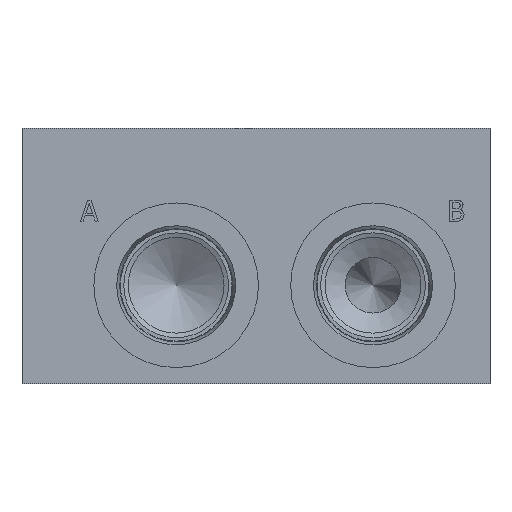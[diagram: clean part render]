
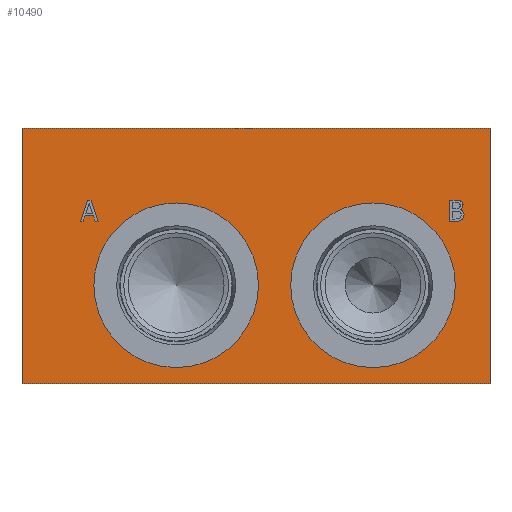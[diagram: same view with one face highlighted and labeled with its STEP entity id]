
A CAD part, left-side view. The second image highlights one B-rep face of the part: STEP entity #10490.
In plain terms, the highlighted planar face has unit normal (-1, 0, 0).
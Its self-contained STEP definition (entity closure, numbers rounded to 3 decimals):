
#120=CIRCLE('',#10919,24.562);
#121=CIRCLE('',#10920,24.562);
#122=CIRCLE('',#10921,24.562);
#123=CIRCLE('',#10922,24.562);
#357=FACE_BOUND('',#1701,.T.);
#358=FACE_BOUND('',#1702,.T.);
#359=FACE_BOUND('',#1703,.T.);
#360=FACE_BOUND('',#1704,.T.);
#667=PLANE('',#10918);
#1115=FACE_OUTER_BOUND('',#1700,.T.);
#1700=EDGE_LOOP('',(#8816,#8817,#8818,#8819));
#1701=EDGE_LOOP('',(#8820,#8821,#8822,#8823,#8824,#8825,#8826,#8827,#8828,
#8829));
#1702=EDGE_LOOP('',(#8830,#8831));
#1703=EDGE_LOOP('',(#8832,#8833));
#1704=EDGE_LOOP('',(#8834,#8835,#8836,#8837,#8838,#8839,#8840,#8841));
#2243=LINE('',#16215,#3225);
#2712=LINE('',#17470,#3694);
#2718=LINE('',#17533,#3700);
#2721=LINE('',#17539,#3703);
#2724=LINE('',#17545,#3706);
#2728=LINE('',#17587,#3710);
#2729=LINE('',#17589,#3711);
#2730=LINE('',#17590,#3712);
#2731=LINE('',#17601,#3713);
#2732=LINE('',#17603,#3714);
#2733=LINE('',#17605,#3715);
#2734=LINE('',#17607,#3716);
#2735=LINE('',#17609,#3717);
#2736=LINE('',#17611,#3718);
#2737=LINE('',#17613,#3719);
#2738=LINE('',#17614,#3720);
#3225=VECTOR('',#11814,10.);
#3694=VECTOR('',#12629,10.);
#3700=VECTOR('',#12637,10.);
#3703=VECTOR('',#12642,10.);
#3706=VECTOR('',#12647,10.);
#3710=VECTOR('',#12655,10.);
#3711=VECTOR('',#12656,10.);
#3712=VECTOR('',#12657,10.);
#3713=VECTOR('',#12666,10.);
#3714=VECTOR('',#12667,10.);
#3715=VECTOR('',#12668,10.);
#3716=VECTOR('',#12669,10.);
#3717=VECTOR('',#12670,10.);
#3718=VECTOR('',#12671,10.);
#3719=VECTOR('',#12672,10.);
#3720=VECTOR('',#12673,10.);
#4114=B_SPLINE_CURVE_WITH_KNOTS('',2,(#17456,#17457,#17458,#17459),
 .UNSPECIFIED.,.F.,.F.,(3,1,3),(0.,1.,2.),.UNSPECIFIED.);
#4116=B_SPLINE_CURVE_WITH_KNOTS('',2,(#17483,#17484,#17485,#17486),
 .UNSPECIFIED.,.F.,.F.,(3,1,3),(0.,1.,2.),.UNSPECIFIED.);
#4118=B_SPLINE_CURVE_WITH_KNOTS('',2,(#17502,#17503,#17504,#17505),
 .UNSPECIFIED.,.F.,.F.,(3,1,3),(0.,1.,2.),.UNSPECIFIED.);
#4120=B_SPLINE_CURVE_WITH_KNOTS('',2,(#17521,#17522,#17523,#17524),
 .UNSPECIFIED.,.F.,.F.,(3,1,3),(0.,1.,2.),.UNSPECIFIED.);
#4122=B_SPLINE_CURVE_WITH_KNOTS('',2,(#17558,#17559,#17560,#17561),
 .UNSPECIFIED.,.F.,.F.,(3,1,3),(0.,1.,2.),.UNSPECIFIED.);
#4124=B_SPLINE_CURVE_WITH_KNOTS('',2,(#17576,#17577,#17578,#17579),
 .UNSPECIFIED.,.F.,.F.,(3,1,3),(0.,1.,2.),.UNSPECIFIED.);
#4528=VERTEX_POINT('',#16211);
#4529=VERTEX_POINT('',#16213);
#4866=VERTEX_POINT('',#17454);
#4867=VERTEX_POINT('',#17455);
#4870=VERTEX_POINT('',#17469);
#4872=VERTEX_POINT('',#17482);
#4874=VERTEX_POINT('',#17501);
#4876=VERTEX_POINT('',#17520);
#4878=VERTEX_POINT('',#17532);
#4880=VERTEX_POINT('',#17538);
#4882=VERTEX_POINT('',#17544);
#4884=VERTEX_POINT('',#17557);
#4886=VERTEX_POINT('',#17586);
#4887=VERTEX_POINT('',#17588);
#4888=VERTEX_POINT('',#17591);
#4889=VERTEX_POINT('',#17592);
#4890=VERTEX_POINT('',#17595);
#4891=VERTEX_POINT('',#17596);
#4892=VERTEX_POINT('',#17599);
#4893=VERTEX_POINT('',#17600);
#4894=VERTEX_POINT('',#17602);
#4895=VERTEX_POINT('',#17604);
#4896=VERTEX_POINT('',#17606);
#4897=VERTEX_POINT('',#17608);
#4898=VERTEX_POINT('',#17610);
#4899=VERTEX_POINT('',#17612);
#5729=EDGE_CURVE('',#4528,#4529,#2243,.T.);
#6232=EDGE_CURVE('',#4866,#4867,#4114,.T.);
#6236=EDGE_CURVE('',#4870,#4866,#2712,.T.);
#6239=EDGE_CURVE('',#4872,#4870,#4116,.T.);
#6242=EDGE_CURVE('',#4874,#4872,#4118,.T.);
#6245=EDGE_CURVE('',#4876,#4874,#4120,.T.);
#6248=EDGE_CURVE('',#4878,#4876,#2718,.T.);
#6251=EDGE_CURVE('',#4880,#4878,#2721,.T.);
#6254=EDGE_CURVE('',#4882,#4880,#2724,.T.);
#6257=EDGE_CURVE('',#4884,#4882,#4122,.T.);
#6260=EDGE_CURVE('',#4867,#4884,#4124,.T.);
#6262=EDGE_CURVE('',#4886,#4528,#2728,.T.);
#6263=EDGE_CURVE('',#4887,#4529,#2729,.T.);
#6264=EDGE_CURVE('',#4886,#4887,#2730,.T.);
#6265=EDGE_CURVE('',#4888,#4889,#120,.T.);
#6266=EDGE_CURVE('',#4889,#4888,#121,.T.);
#6267=EDGE_CURVE('',#4890,#4891,#122,.T.);
#6268=EDGE_CURVE('',#4891,#4890,#123,.T.);
#6269=EDGE_CURVE('',#4892,#4893,#2731,.T.);
#6270=EDGE_CURVE('',#4893,#4894,#2732,.T.);
#6271=EDGE_CURVE('',#4894,#4895,#2733,.T.);
#6272=EDGE_CURVE('',#4895,#4896,#2734,.T.);
#6273=EDGE_CURVE('',#4896,#4897,#2735,.T.);
#6274=EDGE_CURVE('',#4897,#4898,#2736,.T.);
#6275=EDGE_CURVE('',#4898,#4899,#2737,.T.);
#6276=EDGE_CURVE('',#4899,#4892,#2738,.T.);
#8816=ORIENTED_EDGE('',*,*,#6262,.T.);
#8817=ORIENTED_EDGE('',*,*,#5729,.T.);
#8818=ORIENTED_EDGE('',*,*,#6263,.F.);
#8819=ORIENTED_EDGE('',*,*,#6264,.F.);
#8820=ORIENTED_EDGE('',*,*,#6232,.T.);
#8821=ORIENTED_EDGE('',*,*,#6260,.T.);
#8822=ORIENTED_EDGE('',*,*,#6257,.T.);
#8823=ORIENTED_EDGE('',*,*,#6254,.T.);
#8824=ORIENTED_EDGE('',*,*,#6251,.T.);
#8825=ORIENTED_EDGE('',*,*,#6248,.T.);
#8826=ORIENTED_EDGE('',*,*,#6245,.T.);
#8827=ORIENTED_EDGE('',*,*,#6242,.T.);
#8828=ORIENTED_EDGE('',*,*,#6239,.T.);
#8829=ORIENTED_EDGE('',*,*,#6236,.T.);
#8830=ORIENTED_EDGE('',*,*,#6265,.T.);
#8831=ORIENTED_EDGE('',*,*,#6266,.T.);
#8832=ORIENTED_EDGE('',*,*,#6267,.T.);
#8833=ORIENTED_EDGE('',*,*,#6268,.T.);
#8834=ORIENTED_EDGE('',*,*,#6269,.T.);
#8835=ORIENTED_EDGE('',*,*,#6270,.T.);
#8836=ORIENTED_EDGE('',*,*,#6271,.T.);
#8837=ORIENTED_EDGE('',*,*,#6272,.T.);
#8838=ORIENTED_EDGE('',*,*,#6273,.T.);
#8839=ORIENTED_EDGE('',*,*,#6274,.T.);
#8840=ORIENTED_EDGE('',*,*,#6275,.T.);
#8841=ORIENTED_EDGE('',*,*,#6276,.T.);
#10490=ADVANCED_FACE('',(#1115,#357,#358,#359,#360),#667,.T.);
#10918=AXIS2_PLACEMENT_3D('',#17585,#12653,#12654);
#10919=AXIS2_PLACEMENT_3D('',#17593,#12658,#12659);
#10920=AXIS2_PLACEMENT_3D('',#17594,#12660,#12661);
#10921=AXIS2_PLACEMENT_3D('',#17597,#12662,#12663);
#10922=AXIS2_PLACEMENT_3D('',#17598,#12664,#12665);
#11814=DIRECTION('',(0.,0.,1.));
#12629=DIRECTION('',(0.,0.,-1.));
#12637=DIRECTION('',(0.,-1.,0.));
#12642=DIRECTION('',(0.,0.,1.));
#12647=DIRECTION('',(0.,1.,0.));
#12653=DIRECTION('center_axis',(-1.,0.,0.));
#12654=DIRECTION('ref_axis',(0.,-1.,0.));
#12655=DIRECTION('',(0.,-1.,0.));
#12656=DIRECTION('',(0.,-1.,0.));
#12657=DIRECTION('',(0.,0.,1.));
#12658=DIRECTION('center_axis',(1.,0.,0.));
#12659=DIRECTION('ref_axis',(0.,0.,1.));
#12660=DIRECTION('center_axis',(1.,0.,0.));
#12661=DIRECTION('ref_axis',(0.,0.,1.));
#12662=DIRECTION('center_axis',(1.,0.,0.));
#12663=DIRECTION('ref_axis',(0.,1.,0.));
#12664=DIRECTION('center_axis',(1.,0.,0.));
#12665=DIRECTION('ref_axis',(0.,1.,0.));
#12666=DIRECTION('',(0.,1.,0.));
#12667=DIRECTION('',(0.,-0.319,0.948));
#12668=DIRECTION('',(0.,-1.,0.));
#12669=DIRECTION('',(0.,-0.319,-0.948));
#12670=DIRECTION('',(0.,1.,0.));
#12671=DIRECTION('',(0.,0.309,0.951));
#12672=DIRECTION('',(0.,1.,0.));
#12673=DIRECTION('',(0.,0.309,-0.951));
#16211=CARTESIAN_POINT('',(0.,0.,0.));
#16213=CARTESIAN_POINT('',(0.,0.,76.2));
#16215=CARTESIAN_POINT('',(0.,0.,0.));
#17454=CARTESIAN_POINT('',(0.,8.938,51.949));
#17455=CARTESIAN_POINT('',(0.,7.75,50.369));
#17456=CARTESIAN_POINT('Ctrl Pts',(0.,8.938,51.949));
#17457=CARTESIAN_POINT('Ctrl Pts',(0.,8.372,51.794));
#17458=CARTESIAN_POINT('Ctrl Pts',(0.,7.75,50.976));
#17459=CARTESIAN_POINT('Ctrl Pts',(0.,7.75,50.369));
#17469=CARTESIAN_POINT('',(0.,8.938,51.98));
#17470=CARTESIAN_POINT('',(0.,8.938,25.99));
#17482=CARTESIAN_POINT('',(0.,8.048,53.338));
#17483=CARTESIAN_POINT('Ctrl Pts',(0.,8.048,53.338));
#17484=CARTESIAN_POINT('Ctrl Pts',(0.,8.048,52.891));
#17485=CARTESIAN_POINT('Ctrl Pts',(0.,8.522,52.18));
#17486=CARTESIAN_POINT('Ctrl Pts',(0.,8.938,51.98));
#17501=CARTESIAN_POINT('',(0.,8.707,54.511));
#17502=CARTESIAN_POINT('Ctrl Pts',(0.,8.707,54.511));
#17503=CARTESIAN_POINT('Ctrl Pts',(0.,8.362,54.331));
#17504=CARTESIAN_POINT('Ctrl Pts',(0.,8.048,53.74));
#17505=CARTESIAN_POINT('Ctrl Pts',(0.,8.048,53.338));
#17520=CARTESIAN_POINT('',(0.,10.374,54.769));
#17521=CARTESIAN_POINT('Ctrl Pts',(0.,10.374,54.769));
#17522=CARTESIAN_POINT('Ctrl Pts',(0.,9.695,54.769));
#17523=CARTESIAN_POINT('Ctrl Pts',(0.,9.016,54.681));
#17524=CARTESIAN_POINT('Ctrl Pts',(0.,8.707,54.511));
#17532=CARTESIAN_POINT('',(0.,12.057,54.769));
#17533=CARTESIAN_POINT('',(0.,75.878,54.769));
#17538=CARTESIAN_POINT('',(0.,12.057,48.419));
#17539=CARTESIAN_POINT('',(0.,12.057,24.209));
#17544=CARTESIAN_POINT('',(0.,10.235,48.419));
#17545=CARTESIAN_POINT('',(0.,74.968,48.419));
#17557=CARTESIAN_POINT('',(0.,8.408,48.933));
#17558=CARTESIAN_POINT('Ctrl Pts',(0.,8.408,48.933));
#17559=CARTESIAN_POINT('Ctrl Pts',(0.,8.769,48.655));
#17560=CARTESIAN_POINT('Ctrl Pts',(0.,9.587,48.419));
#17561=CARTESIAN_POINT('Ctrl Pts',(0.,10.235,48.419));
#17576=CARTESIAN_POINT('Ctrl Pts',(0.,7.75,50.369));
#17577=CARTESIAN_POINT('Ctrl Pts',(0.,7.75,49.896));
#17578=CARTESIAN_POINT('Ctrl Pts',(0.,8.11,49.17));
#17579=CARTESIAN_POINT('Ctrl Pts',(0.,8.408,48.933));
#17585=CARTESIAN_POINT('Origin',(0.,139.7,0.));
#17586=CARTESIAN_POINT('',(0.,139.7,0.));
#17587=CARTESIAN_POINT('',(0.,139.7,0.));
#17588=CARTESIAN_POINT('',(0.,139.7,76.2));
#17589=CARTESIAN_POINT('',(0.,139.7,76.2));
#17590=CARTESIAN_POINT('',(0.,139.7,0.));
#17591=CARTESIAN_POINT('',(0.,93.675,53.924));
#17592=CARTESIAN_POINT('',(0.,93.675,4.801));
#17593=CARTESIAN_POINT('Origin',(0.,93.675,29.362));
#17594=CARTESIAN_POINT('Origin',(0.,93.675,29.362));
#17595=CARTESIAN_POINT('',(0.,59.487,29.362));
#17596=CARTESIAN_POINT('',(0.,10.363,29.362));
#17597=CARTESIAN_POINT('Origin',(0.,34.925,29.362));
#17598=CARTESIAN_POINT('Origin',(0.,34.925,29.362));
#17599=CARTESIAN_POINT('',(0.,121.424,48.419));
#17600=CARTESIAN_POINT('',(0.,122.279,48.419));
#17601=CARTESIAN_POINT('',(0.,130.562,48.419));
#17602=CARTESIAN_POINT('',(0.,120.138,54.769));
#17603=CARTESIAN_POINT('',(0.,130.496,24.043));
#17604=CARTESIAN_POINT('',(0.,119.099,54.769));
#17605=CARTESIAN_POINT('',(0.,129.919,54.769));
#17606=CARTESIAN_POINT('',(0.,116.958,48.419));
#17607=CARTESIAN_POINT('',(0.,111.86,33.297));
#17608=CARTESIAN_POINT('',(0.,117.848,48.419));
#17609=CARTESIAN_POINT('',(0.,128.329,48.419));
#17610=CARTESIAN_POINT('',(0.,118.424,50.194));
#17611=CARTESIAN_POINT('',(0.,111.78,29.726));
#17612=CARTESIAN_POINT('',(0.,120.848,50.194));
#17613=CARTESIAN_POINT('',(0.,129.062,50.194));
#17614=CARTESIAN_POINT('',(0.,129.117,24.722));
